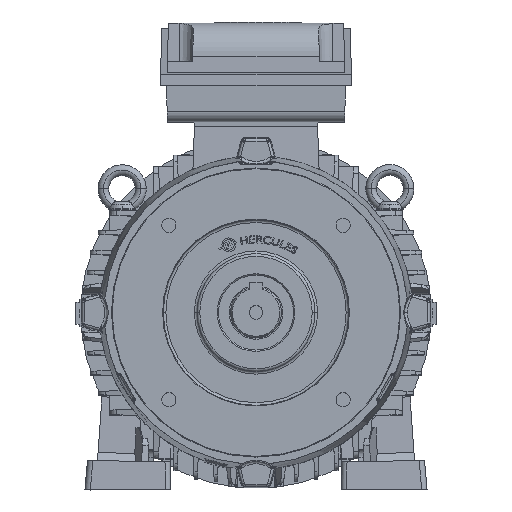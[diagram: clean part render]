
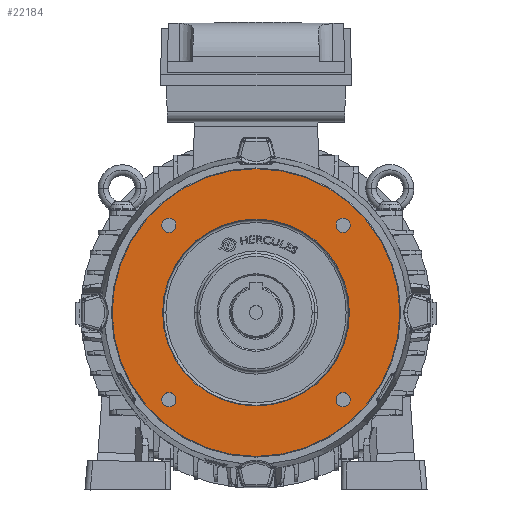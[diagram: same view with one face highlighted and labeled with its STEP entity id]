
A CAD part, top view. The second image highlights one B-rep face of the part: STEP entity #22184.
In plain terms, the highlighted planar face has unit normal (0, 0, 1).
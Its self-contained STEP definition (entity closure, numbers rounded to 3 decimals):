
#132 = AXIS2_PLACEMENT_3D ( 'NONE', #54064, #42447, #73249 ) ;
#1074 = DIRECTION ( 'NONE',  ( 0., 0., -1. ) ) ;
#1247 = DIRECTION ( 'NONE',  ( 0., 0., -1. ) ) ;
#1517 = EDGE_CURVE ( 'NONE', #74543, #30514, #34662, .T. ) ;
#1580 = CARTESIAN_POINT ( 'NONE',  ( -70.483, -65.125, 62.5 ) ) ;
#1775 = DIRECTION ( 'NONE',  ( 0., 0., -1. ) ) ;
#1852 = EDGE_CURVE ( 'NONE', #52868, #29179, #6555, .T. ) ;
#2449 = DIRECTION ( 'NONE',  ( -1., 0., 0. ) ) ;
#2513 = CIRCLE ( 'NONE', #35816, 69.781 ) ;
#3061 = AXIS2_PLACEMENT_3D ( 'NONE', #29842, #67003, #72626 ) ;
#3408 = AXIS2_PLACEMENT_3D ( 'NONE', #6145, #66994, #23422 ) ;
#3594 = EDGE_LOOP ( 'NONE', ( #61016, #63035 ) ) ;
#3769 = CARTESIAN_POINT ( 'NONE',  ( 59.766, 65.125, 62.5 ) ) ;
#4825 = FACE_BOUND ( 'NONE', #59740, .T. ) ;
#6145 = CARTESIAN_POINT ( 'NONE',  ( -65.125, -65.125, 62.5 ) ) ;
#6288 = EDGE_LOOP ( 'NONE', ( #44698, #68661 ) ) ;
#6555 = CIRCLE ( 'NONE', #132, 69.781 ) ;
#6613 = CARTESIAN_POINT ( 'NONE',  ( -65.125, -65.125, 62.5 ) ) ;
#6969 = AXIS2_PLACEMENT_3D ( 'NONE', #36440, #54821, #13594 ) ;
#8280 = CIRCLE ( 'NONE', #6969, 5.358 ) ;
#8866 = CARTESIAN_POINT ( 'NONE',  ( 65.125, -65.125, 62.5 ) ) ;
#8928 = AXIS2_PLACEMENT_3D ( 'NONE', #42055, #68375, #60465 ) ;
#9389 = ORIENTED_EDGE ( 'NONE', *, *, #10853, .T. ) ;
#9450 = DIRECTION ( 'NONE',  ( 0., 0., -1. ) ) ;
#9762 = CARTESIAN_POINT ( 'NONE',  ( 59.766, -65.125, 62.5 ) ) ;
#9859 = CARTESIAN_POINT ( 'NONE',  ( -70.483, 65.125, 62.5 ) ) ;
#10853 = EDGE_CURVE ( 'NONE', #52640, #57295, #52181, .T. ) ;
#13594 = DIRECTION ( 'NONE',  ( -1., 0., 0. ) ) ;
#13719 = EDGE_CURVE ( 'NONE', #30514, #74543, #57508, .T. ) ;
#14170 = CARTESIAN_POINT ( 'NONE',  ( -107.45, 0., 62.5 ) ) ;
#17667 = DIRECTION ( 'NONE',  ( -1., 0., 0. ) ) ;
#18593 = CARTESIAN_POINT ( 'NONE',  ( -59.766, 65.125, 62.5 ) ) ;
#19130 = DIRECTION ( 'NONE',  ( -1., 0., 0. ) ) ;
#19588 = VERTEX_POINT ( 'NONE', #48657 ) ;
#20884 = CARTESIAN_POINT ( 'NONE',  ( -59.766, -65.125, 62.5 ) ) ;
#21722 = DIRECTION ( 'NONE',  ( -1., 0., 0. ) ) ;
#22184 = ADVANCED_FACE ( 'NONE', ( #64897, #53292, #34511, #47298, #77717, #4825 ), #72095, .F. ) ;
#22750 = ORIENTED_EDGE ( 'NONE', *, *, #1517, .T. ) ;
#23422 = DIRECTION ( 'NONE',  ( -1., 0., 0. ) ) ;
#25746 = AXIS2_PLACEMENT_3D ( 'NONE', #8866, #1247, #2449 ) ;
#27418 = CIRCLE ( 'NONE', #3061, 107.45 ) ;
#27589 = CIRCLE ( 'NONE', #51858, 5.358 ) ;
#29179 = VERTEX_POINT ( 'NONE', #48356 ) ;
#29461 = ORIENTED_EDGE ( 'NONE', *, *, #71060, .T. ) ;
#29842 = CARTESIAN_POINT ( 'NONE',  ( 0., 0., 62.5 ) ) ;
#30352 = CARTESIAN_POINT ( 'NONE',  ( 0., 0., 62.5 ) ) ;
#30514 = VERTEX_POINT ( 'NONE', #9859 ) ;
#30553 = EDGE_CURVE ( 'NONE', #63092, #19588, #27589, .T. ) ;
#30587 = DIRECTION ( 'NONE',  ( 0., 0., -1. ) ) ;
#30880 = VERTEX_POINT ( 'NONE', #9762 ) ;
#33047 = EDGE_CURVE ( 'NONE', #76129, #43343, #69892, .T. ) ;
#33213 = CIRCLE ( 'NONE', #62735, 5.358 ) ;
#34511 = FACE_BOUND ( 'NONE', #44228, .T. ) ;
#34662 = CIRCLE ( 'NONE', #62796, 5.358 ) ;
#35040 = ORIENTED_EDGE ( 'NONE', *, *, #78903, .T. ) ;
#35341 = CARTESIAN_POINT ( 'NONE',  ( 69.781, 0., 62.5 ) ) ;
#35816 = AXIS2_PLACEMENT_3D ( 'NONE', #55977, #1074, #49998 ) ;
#36440 = CARTESIAN_POINT ( 'NONE',  ( 65.125, -65.125, 62.5 ) ) ;
#36725 = VERTEX_POINT ( 'NONE', #44112 ) ;
#36766 = ORIENTED_EDGE ( 'NONE', *, *, #64679, .T. ) ;
#37864 = ORIENTED_EDGE ( 'NONE', *, *, #13719, .T. ) ;
#42055 = CARTESIAN_POINT ( 'NONE',  ( -65.125, 65.125, 62.5 ) ) ;
#42447 = DIRECTION ( 'NONE',  ( 0., 0., -1. ) ) ;
#42966 = CARTESIAN_POINT ( 'NONE',  ( 65.125, 65.125, 62.5 ) ) ;
#43343 = VERTEX_POINT ( 'NONE', #1580 ) ;
#44112 = CARTESIAN_POINT ( 'NONE',  ( 70.483, -65.125, 62.5 ) ) ;
#44228 = EDGE_LOOP ( 'NONE', ( #37864, #22750 ) ) ;
#44698 = ORIENTED_EDGE ( 'NONE', *, *, #30553, .T. ) ;
#45927 = ORIENTED_EDGE ( 'NONE', *, *, #33047, .T. ) ;
#46255 = ORIENTED_EDGE ( 'NONE', *, *, #1852, .T. ) ;
#47298 = FACE_BOUND ( 'NONE', #70203, .T. ) ;
#48083 = CARTESIAN_POINT ( 'NONE',  ( -65.125, 65.125, 62.5 ) ) ;
#48356 = CARTESIAN_POINT ( 'NONE',  ( -69.781, 0., 62.5 ) ) ;
#48657 = CARTESIAN_POINT ( 'NONE',  ( 70.483, 65.125, 62.5 ) ) ;
#49395 = DIRECTION ( 'NONE',  ( -1., 0., 0. ) ) ;
#49998 = DIRECTION ( 'NONE',  ( -1., 0., 0. ) ) ;
#50938 = AXIS2_PLACEMENT_3D ( 'NONE', #30352, #79145, #19130 ) ;
#51858 = AXIS2_PLACEMENT_3D ( 'NONE', #53099, #9450, #59082 ) ;
#52181 = CIRCLE ( 'NONE', #50938, 107.45 ) ;
#52640 = VERTEX_POINT ( 'NONE', #14170 ) ;
#52868 = VERTEX_POINT ( 'NONE', #35341 ) ;
#53099 = CARTESIAN_POINT ( 'NONE',  ( 65.125, 65.125, 62.5 ) ) ;
#53292 = FACE_BOUND ( 'NONE', #6288, .T. ) ;
#54064 = CARTESIAN_POINT ( 'NONE',  ( 0., 0., 62.5 ) ) ;
#54085 = DIRECTION ( 'NONE',  ( 0., 0., -1. ) ) ;
#54145 = EDGE_CURVE ( 'NONE', #30880, #36725, #8280, .T. ) ;
#54821 = DIRECTION ( 'NONE',  ( 0., 0., -1. ) ) ;
#55977 = CARTESIAN_POINT ( 'NONE',  ( 0., 0., 62.5 ) ) ;
#57295 = VERTEX_POINT ( 'NONE', #60821 ) ;
#57508 = CIRCLE ( 'NONE', #8928, 5.358 ) ;
#59082 = DIRECTION ( 'NONE',  ( -1., 0., 0. ) ) ;
#59740 = EDGE_LOOP ( 'NONE', ( #46255, #29461 ) ) ;
#60228 = CIRCLE ( 'NONE', #77933, 5.358 ) ;
#60465 = DIRECTION ( 'NONE',  ( -1., 0., 0. ) ) ;
#60821 = CARTESIAN_POINT ( 'NONE',  ( 107.45, 0., 62.5 ) ) ;
#61016 = ORIENTED_EDGE ( 'NONE', *, *, #54145, .T. ) ;
#62735 = AXIS2_PLACEMENT_3D ( 'NONE', #6613, #1775, #74276 ) ;
#62796 = AXIS2_PLACEMENT_3D ( 'NONE', #48083, #72484, #17667 ) ;
#63035 = ORIENTED_EDGE ( 'NONE', *, *, #67177, .T. ) ;
#63092 = VERTEX_POINT ( 'NONE', #3769 ) ;
#64679 = EDGE_CURVE ( 'NONE', #43343, #76129, #33213, .T. ) ;
#64897 = FACE_OUTER_BOUND ( 'NONE', #76511, .T. ) ;
#64959 = EDGE_CURVE ( 'NONE', #19588, #63092, #60228, .T. ) ;
#66083 = CARTESIAN_POINT ( 'NONE',  ( 0., 107.95, 62.5 ) ) ;
#66994 = DIRECTION ( 'NONE',  ( 0., 0., -1. ) ) ;
#67003 = DIRECTION ( 'NONE',  ( 0., 0., 1. ) ) ;
#67177 = EDGE_CURVE ( 'NONE', #36725, #30880, #67892, .T. ) ;
#67892 = CIRCLE ( 'NONE', #25746, 5.358 ) ;
#67919 = AXIS2_PLACEMENT_3D ( 'NONE', #66083, #54085, #21722 ) ;
#68375 = DIRECTION ( 'NONE',  ( 0., 0., -1. ) ) ;
#68661 = ORIENTED_EDGE ( 'NONE', *, *, #64959, .T. ) ;
#69892 = CIRCLE ( 'NONE', #3408, 5.358 ) ;
#70203 = EDGE_LOOP ( 'NONE', ( #36766, #45927 ) ) ;
#71060 = EDGE_CURVE ( 'NONE', #29179, #52868, #2513, .T. ) ;
#72095 = PLANE ( 'NONE',  #67919 ) ;
#72484 = DIRECTION ( 'NONE',  ( 0., 0., -1. ) ) ;
#72626 = DIRECTION ( 'NONE',  ( -1., 0., 0. ) ) ;
#73249 = DIRECTION ( 'NONE',  ( -1., 0., 0. ) ) ;
#74276 = DIRECTION ( 'NONE',  ( -1., 0., 0. ) ) ;
#74543 = VERTEX_POINT ( 'NONE', #18593 ) ;
#76129 = VERTEX_POINT ( 'NONE', #20884 ) ;
#76511 = EDGE_LOOP ( 'NONE', ( #9389, #35040 ) ) ;
#77717 = FACE_BOUND ( 'NONE', #3594, .T. ) ;
#77933 = AXIS2_PLACEMENT_3D ( 'NONE', #42966, #30587, #49395 ) ;
#78903 = EDGE_CURVE ( 'NONE', #57295, #52640, #27418, .T. ) ;
#79145 = DIRECTION ( 'NONE',  ( 0., 0., 1. ) ) ;
